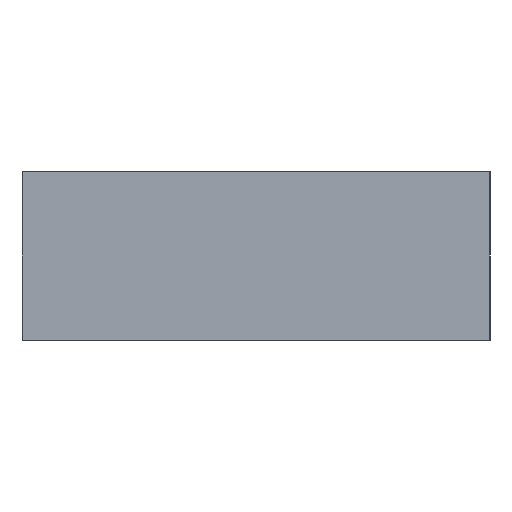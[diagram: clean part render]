
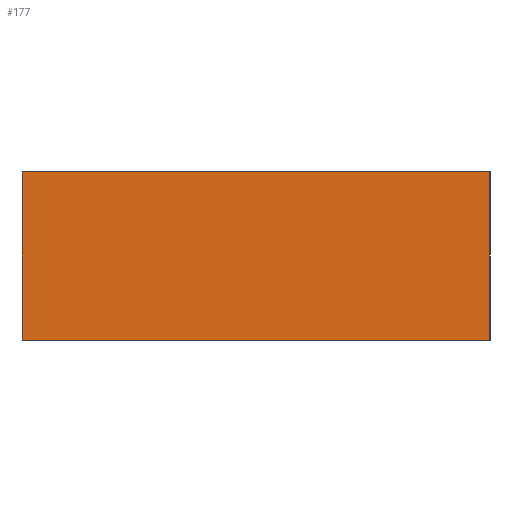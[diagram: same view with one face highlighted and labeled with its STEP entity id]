
A CAD part, left-side view. The second image highlights one B-rep face of the part: STEP entity #177.
In plain terms, the highlighted planar face has unit normal (-1, 0, 0).
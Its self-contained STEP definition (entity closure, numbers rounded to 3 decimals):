
#2 = FACE_OUTER_BOUND ( 'NONE', #398, .T. ) ;
#35 = VERTEX_POINT ( 'NONE', #207 ) ;
#39 = EDGE_CURVE ( 'NONE', #35, #572, #356, .T. ) ;
#40 = DIRECTION ( 'NONE',  ( 0., -1., 0. ) ) ;
#59 = ORIENTED_EDGE ( 'NONE', *, *, #534, .T. ) ;
#69 = VECTOR ( 'NONE', #308, 1000. ) ;
#92 = AXIS2_PLACEMENT_3D ( 'NONE', #526, #380, #623 ) ;
#98 = CARTESIAN_POINT ( 'NONE',  ( 0., 25., -9. ) ) ;
#150 = CARTESIAN_POINT ( 'NONE',  ( 0., 25., -9. ) ) ;
#177 = ADVANCED_FACE ( 'NONE', ( #2 ), #635, .F. ) ;
#185 = ORIENTED_EDGE ( 'NONE', *, *, #493, .F. ) ;
#194 = VERTEX_POINT ( 'NONE', #620 ) ;
#207 = CARTESIAN_POINT ( 'NONE',  ( 0., 0., -9. ) ) ;
#213 = VECTOR ( 'NONE', #668, 1000. ) ;
#305 = CARTESIAN_POINT ( 'NONE',  ( 0., 25., -9. ) ) ;
#306 = CARTESIAN_POINT ( 'NONE',  ( 0., 0., -9. ) ) ;
#308 = DIRECTION ( 'NONE',  ( 0., 0., 1. ) ) ;
#356 = LINE ( 'NONE', #306, #69 ) ;
#380 = DIRECTION ( 'NONE',  ( 1., 0., 0. ) ) ;
#398 = EDGE_LOOP ( 'NONE', ( #545, #185, #555, #59 ) ) ;
#401 = LINE ( 'NONE', #98, #577 ) ;
#450 = LINE ( 'NONE', #602, #455 ) ;
#455 = VECTOR ( 'NONE', #40, 1000. ) ;
#493 = EDGE_CURVE ( 'NONE', #194, #572, #450, .T. ) ;
#497 = VERTEX_POINT ( 'NONE', #305 ) ;
#526 = CARTESIAN_POINT ( 'NONE',  ( 0., 25., -9. ) ) ;
#529 = EDGE_CURVE ( 'NONE', #497, #194, #401, .T. ) ;
#534 = EDGE_CURVE ( 'NONE', #497, #35, #609, .T. ) ;
#545 = ORIENTED_EDGE ( 'NONE', *, *, #39, .T. ) ;
#553 = DIRECTION ( 'NONE',  ( 0., 0., 1. ) ) ;
#555 = ORIENTED_EDGE ( 'NONE', *, *, #529, .F. ) ;
#572 = VERTEX_POINT ( 'NONE', #618 ) ;
#577 = VECTOR ( 'NONE', #553, 1000. ) ;
#602 = CARTESIAN_POINT ( 'NONE',  ( 0., 25., 0. ) ) ;
#609 = LINE ( 'NONE', #150, #213 ) ;
#618 = CARTESIAN_POINT ( 'NONE',  ( 0., 0., 0. ) ) ;
#620 = CARTESIAN_POINT ( 'NONE',  ( 0., 25., 0. ) ) ;
#623 = DIRECTION ( 'NONE',  ( 0., 0., -1. ) ) ;
#635 = PLANE ( 'NONE',  #92 ) ;
#668 = DIRECTION ( 'NONE',  ( 0., -1., 0. ) ) ;
